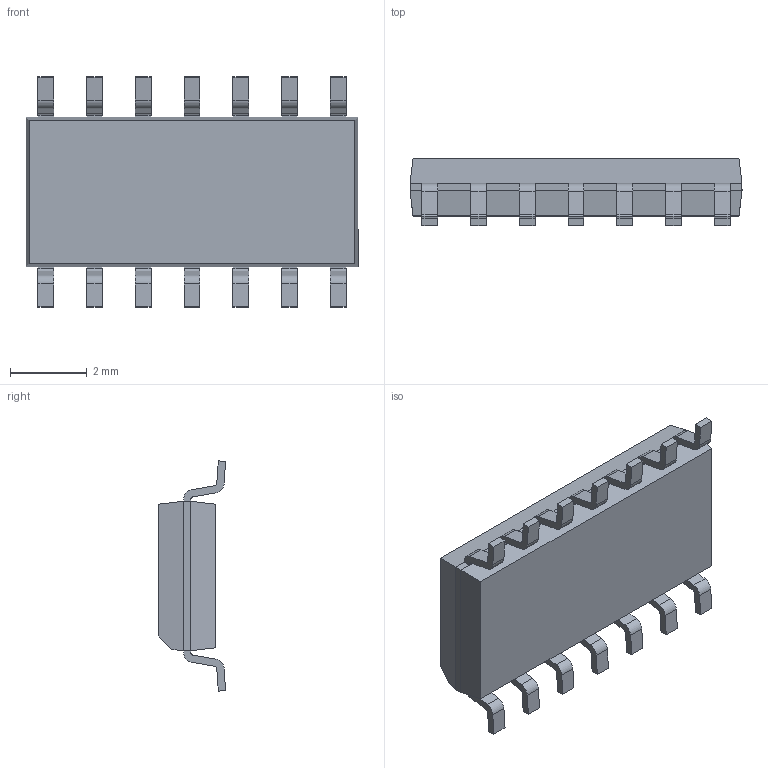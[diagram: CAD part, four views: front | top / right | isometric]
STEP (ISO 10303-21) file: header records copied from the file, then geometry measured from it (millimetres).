
FILE_DESCRIPTION (( 'STEP AP214' ), '1' );
FILE_NAME ('TCAN1046AVDRQ1.STEP', '2025-05-09T16:10:18', ( '' ), ( '' ), 'SwSTEP 2.0', 'SolidWorks 2024', '' );
FILE_SCHEMA (( 'AUTOMOTIVE_DESIGN' ));
Length unit declared in the file: millimetre
Products named in the file (17): D14_15; D14_8; D14_1; TCAN1046AVDRQ1; D14; D14_7; D14_11; D14_9; D14_10; D14_3; D14_4; D14_13; D14_12; D14_5; D14_6; D14_2; D14_14
Assembly tree (16 placements, depth 2):
  TCAN1046AVDRQ1
    D14_2
    D14_4
    D14_15
    D14_6
    D14_8
    D14_14
    D14_12
    D14_13
    D14_9
    D14_10
    D14_1
    D14_11
    D14_5
    D14_7
    D14
    D14_3
Bounding box: 8.65 x 1.75 x 6 mm (x, y, z)
Volume: 50.7 mm3; surface area: 130.3 mm2
Topology: 16 solids, 16 shells, 218 faces, 547 edges, 362 vertices
Faces by surface type: plane 158, cylinder 60
Entity records: 7037 total; most frequent: CARTESIAN_POINT 1146, DIRECTION 1141, ORIENTED_EDGE 1094, EDGE_CURVE 547, VECTOR 427, LINE 427, VERTEX_POINT 362, AXIS2_PLACEMENT_3D 357
